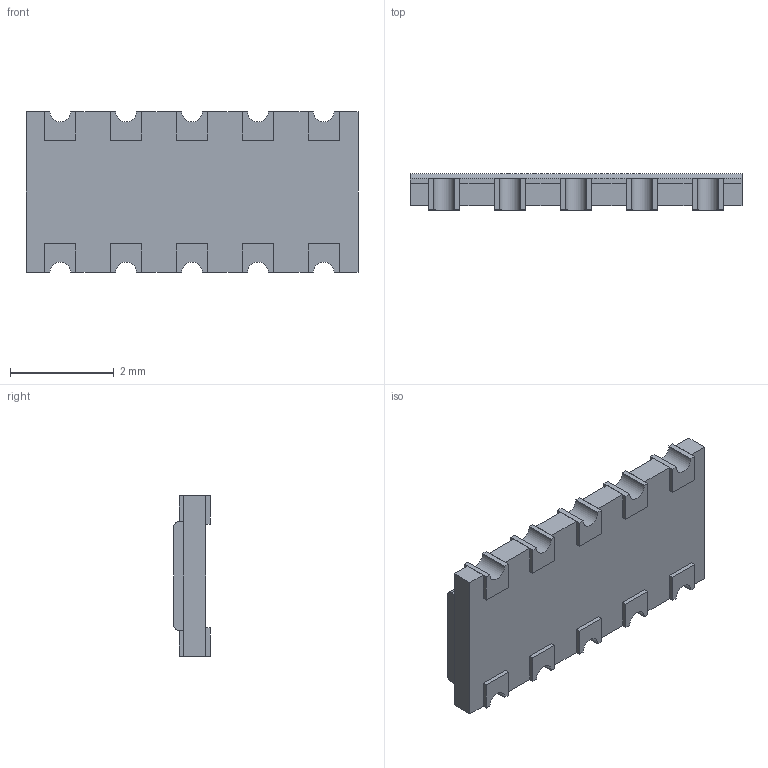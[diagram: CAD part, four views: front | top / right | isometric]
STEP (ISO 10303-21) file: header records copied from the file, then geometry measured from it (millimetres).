
FILE_DESCRIPTION (( 'STEP AP214' ), '1' );
FILE_NAME ('745C101473JP.STEP', '2023-12-29T09:42:47', ( 'LENOVO' ), ( '' ), 'SwSTEP 2.0', 'SolidWorks 2021', '' );
FILE_SCHEMA (( 'AUTOMOTIVE_DESIGN' ));
Length unit declared in the file: millimetre
Products named in the file (1): 745C101473JP
Bounding box: 6.4 x 0.7 x 3.1 mm (x, y, z)
Volume: 11.1 mm3; surface area: 96.8 mm2
Topology: 12 solids, 12 shells, 229 faces, 615 edges, 410 vertices
Faces by surface type: plane 182, cylinder 47
Entity records: 7236 total; most frequent: CARTESIAN_POINT 1255, ORIENTED_EDGE 1230, DIRECTION 1169, EDGE_CURVE 615, LINE 521, VECTOR 521, VERTEX_POINT 410, AXIS2_PLACEMENT_3D 324
